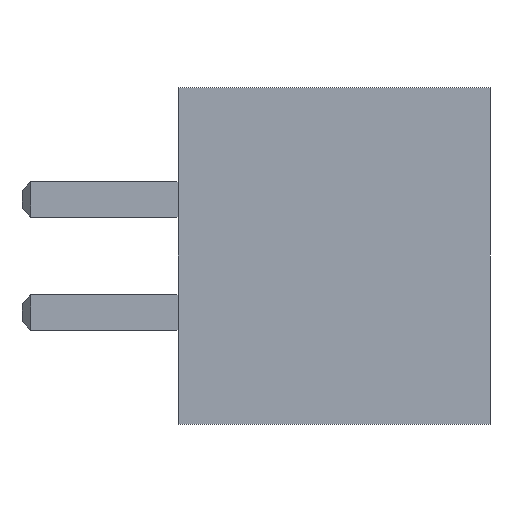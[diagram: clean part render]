
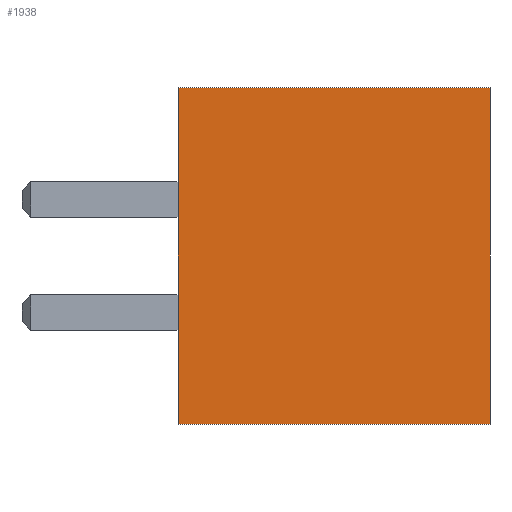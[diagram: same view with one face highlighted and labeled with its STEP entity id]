
A CAD part, left-side view. The second image highlights one B-rep face of the part: STEP entity #1938.
In plain terms, the highlighted planar face has unit normal (-1, 0, 0).
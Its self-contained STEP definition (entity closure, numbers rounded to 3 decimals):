
#26=DIRECTION('',(0.,0.,-1.));
#27=VECTOR('',#26,7.54);
#28=CARTESIAN_POINT('',(-3.5,0.,3.77));
#29=LINE('',#28,#27);
#154=DIRECTION('',(0.,0.,-1.));
#155=VECTOR('',#154,7.54);
#156=CARTESIAN_POINT('',(-3.5,-7.,3.77));
#157=LINE('',#156,#155);
#170=DIRECTION('',(0.,-1.,0.));
#171=VECTOR('',#170,7.);
#172=CARTESIAN_POINT('',(-3.5,0.,-3.77));
#173=LINE('',#172,#171);
#550=DIRECTION('',(0.,-1.,0.));
#551=VECTOR('',#550,7.);
#552=CARTESIAN_POINT('',(-3.5,0.,3.77));
#553=LINE('',#552,#551);
#558=CARTESIAN_POINT('',(-3.5,0.,3.77));
#559=VERTEX_POINT('',#558);
#560=CARTESIAN_POINT('',(-3.5,0.,-3.77));
#561=VERTEX_POINT('',#560);
#562=CARTESIAN_POINT('',(-3.5,-7.,3.77));
#563=CARTESIAN_POINT('',(-3.5,-7.,-3.77));
#564=VERTEX_POINT('',#562);
#565=VERTEX_POINT('',#563);
#1927=CARTESIAN_POINT('',(-3.5,0.,3.77));
#1928=DIRECTION('',(-1.,0.,0.));
#1929=DIRECTION('',(0.,0.,-1.));
#1930=AXIS2_PLACEMENT_3D('',#1927,#1928,#1929);
#1931=PLANE('',#1930);
#1932=ORIENTED_EDGE('',*,*,#731,.F.);
#1933=ORIENTED_EDGE('',*,*,#1911,.T.);
#1934=ORIENTED_EDGE('',*,*,#937,.T.);
#1935=ORIENTED_EDGE('',*,*,#962,.F.);
#1936=EDGE_LOOP('',(#1932,#1933,#1934,#1935));
#1937=FACE_OUTER_BOUND('',#1936,.F.);
#731=EDGE_CURVE('',#559,#561,#29,.T.);
#937=EDGE_CURVE('',#564,#565,#157,.T.);
#962=EDGE_CURVE('',#561,#565,#173,.T.);
#1911=EDGE_CURVE('',#559,#564,#553,.T.);
#1938=ADVANCED_FACE('',(#1937),#1931,.T.);
